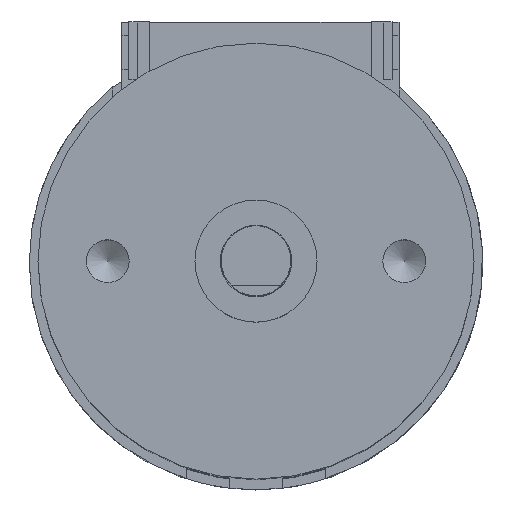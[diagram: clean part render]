
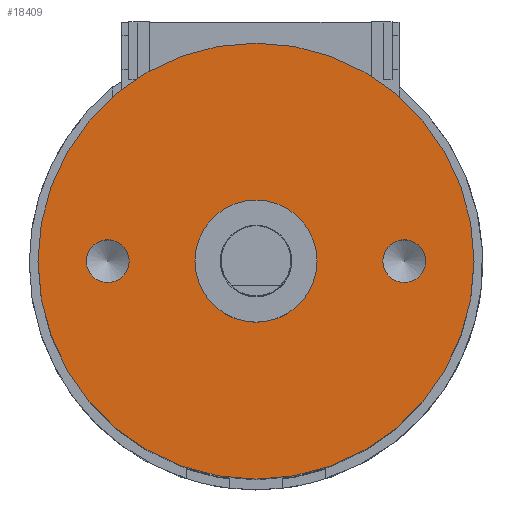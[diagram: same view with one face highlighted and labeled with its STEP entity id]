
A CAD part, top view. The second image highlights one B-rep face of the part: STEP entity #18409.
In plain terms, the highlighted planar face has unit normal (0, 0, 1).
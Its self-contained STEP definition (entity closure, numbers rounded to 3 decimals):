
#15963 = CYLINDRICAL_SURFACE('',#15964,12.5);
#15964 = AXIS2_PLACEMENT_3D('',#15965,#15966,#15967);
#15965 = CARTESIAN_POINT('',(-8.371,9.065,
    79.534));
#15966 = DIRECTION('',(0.,0.,1.));
#15967 = DIRECTION('',(-1.,0.,0.));
#17109 = EDGE_CURVE('',#17110,#17110,#17112,.T.);
#17110 = VERTEX_POINT('',#17111);
#17111 = CARTESIAN_POINT('',(4.129,9.065,
    101.534));
#17112 = SURFACE_CURVE('',#17113,(#17118,#17125),.PCURVE_S1.);
#17113 = CIRCLE('',#17114,12.5);
#17114 = AXIS2_PLACEMENT_3D('',#17115,#17116,#17117);
#17115 = CARTESIAN_POINT('',(-8.371,9.065,
    101.534));
#17116 = DIRECTION('',(0.,0.,1.));
#17117 = DIRECTION('',(-1.,0.,0.));
#17118 = PCURVE('',#15963,#17119);
#17119 = DEFINITIONAL_REPRESENTATION('',(#17120),#17124);
#17120 = LINE('',#17121,#17122);
#17121 = CARTESIAN_POINT('',(0.,22.));
#17122 = VECTOR('',#17123,1.);
#17123 = DIRECTION('',(1.,0.));
#17124 = ( GEOMETRIC_REPRESENTATION_CONTEXT(2) 
PARAMETRIC_REPRESENTATION_CONTEXT() REPRESENTATION_CONTEXT('2D SPACE',''
  ) );
#17125 = PCURVE('',#17126,#17131);
#17126 = PLANE('',#17127);
#17127 = AXIS2_PLACEMENT_3D('',#17128,#17129,#17130);
#17128 = CARTESIAN_POINT('',(-8.371,9.065,
    101.534));
#17129 = DIRECTION('',(0.,0.,1.));
#17130 = DIRECTION('',(0.,-1.,0.));
#17131 = DEFINITIONAL_REPRESENTATION('',(#17132),#17136);
#17132 = CIRCLE('',#17133,12.5);
#17133 = AXIS2_PLACEMENT_2D('',#17134,#17135);
#17134 = CARTESIAN_POINT('',(0.,0.));
#17135 = DIRECTION('',(0.,-1.));
#17136 = ( GEOMETRIC_REPRESENTATION_CONTEXT(2) 
PARAMETRIC_REPRESENTATION_CONTEXT() REPRESENTATION_CONTEXT('2D SPACE',''
  ) );
#18409 = ADVANCED_FACE('',(#18410,#18445,#18480,#18483),#17126,.T.);
#18410 = FACE_BOUND('',#18411,.T.);
#18411 = EDGE_LOOP('',(#18412));
#18412 = ORIENTED_EDGE('',*,*,#18413,.T.);
#18413 = EDGE_CURVE('',#18414,#18414,#18416,.T.);
#18414 = VERTEX_POINT('',#18415);
#18415 = CARTESIAN_POINT('',(1.359,9.065,
    101.534));
#18416 = SURFACE_CURVE('',#18417,(#18422,#18433),.PCURVE_S1.);
#18417 = CIRCLE('',#18418,1.23);
#18418 = AXIS2_PLACEMENT_3D('',#18419,#18420,#18421);
#18419 = CARTESIAN_POINT('',(0.129,9.065,
    101.534));
#18420 = DIRECTION('',(0.,0.,-1.));
#18421 = DIRECTION('',(1.,0.,0.));
#18422 = PCURVE('',#17126,#18423);
#18423 = DEFINITIONAL_REPRESENTATION('',(#18424),#18432);
#18424 = ( BOUNDED_CURVE() B_SPLINE_CURVE(2,(#18425,#18426,#18427,#18428
    ,#18429,#18430,#18431),.UNSPECIFIED.,.T.,.F.) 
B_SPLINE_CURVE_WITH_KNOTS((1,2,2,2,2,1),(-2.094,0.,
    2.094,4.189,6.283,8.378),
.UNSPECIFIED.) CURVE() GEOMETRIC_REPRESENTATION_ITEM() 
RATIONAL_B_SPLINE_CURVE((1.,0.5,1.,0.5,1.,0.5,1.)) REPRESENTATION_ITEM(
  '') );
#18425 = CARTESIAN_POINT('',(0.,9.73));
#18426 = CARTESIAN_POINT('',(2.13,9.73));
#18427 = CARTESIAN_POINT('',(1.065,7.885));
#18428 = CARTESIAN_POINT('',(0.,6.041));
#18429 = CARTESIAN_POINT('',(-1.065,7.885));
#18430 = CARTESIAN_POINT('',(-2.13,9.73));
#18431 = CARTESIAN_POINT('',(0.,9.73));
#18432 = ( GEOMETRIC_REPRESENTATION_CONTEXT(2) 
PARAMETRIC_REPRESENTATION_CONTEXT() REPRESENTATION_CONTEXT('2D SPACE',''
  ) );
#18433 = PCURVE('',#18434,#18439);
#18434 = CYLINDRICAL_SURFACE('',#18435,1.23);
#18435 = AXIS2_PLACEMENT_3D('',#18436,#18437,#18438);
#18436 = CARTESIAN_POINT('',(0.129,9.065,97.134
    ));
#18437 = DIRECTION('',(0.,0.,1.));
#18438 = DIRECTION('',(1.,0.,0.));
#18439 = DEFINITIONAL_REPRESENTATION('',(#18440),#18444);
#18440 = LINE('',#18441,#18442);
#18441 = CARTESIAN_POINT('',(6.283,4.4));
#18442 = VECTOR('',#18443,1.);
#18443 = DIRECTION('',(-1.,0.));
#18444 = ( GEOMETRIC_REPRESENTATION_CONTEXT(2) 
PARAMETRIC_REPRESENTATION_CONTEXT() REPRESENTATION_CONTEXT('2D SPACE',''
  ) );
#18445 = FACE_BOUND('',#18446,.T.);
#18446 = EDGE_LOOP('',(#18447));
#18447 = ORIENTED_EDGE('',*,*,#18448,.T.);
#18448 = EDGE_CURVE('',#18449,#18449,#18451,.T.);
#18449 = VERTEX_POINT('',#18450);
#18450 = CARTESIAN_POINT('',(-15.641,9.065,
    101.534));
#18451 = SURFACE_CURVE('',#18452,(#18457,#18468),.PCURVE_S1.);
#18452 = CIRCLE('',#18453,1.23);
#18453 = AXIS2_PLACEMENT_3D('',#18454,#18455,#18456);
#18454 = CARTESIAN_POINT('',(-16.871,9.065,
    101.534));
#18455 = DIRECTION('',(0.,0.,-1.));
#18456 = DIRECTION('',(1.,0.,0.));
#18457 = PCURVE('',#17126,#18458);
#18458 = DEFINITIONAL_REPRESENTATION('',(#18459),#18467);
#18459 = ( BOUNDED_CURVE() B_SPLINE_CURVE(2,(#18460,#18461,#18462,#18463
    ,#18464,#18465,#18466),.UNSPECIFIED.,.T.,.F.) 
B_SPLINE_CURVE_WITH_KNOTS((1,2,2,2,2,1),(-2.094,0.,
    2.094,4.189,6.283,8.378),
.UNSPECIFIED.) CURVE() GEOMETRIC_REPRESENTATION_ITEM() 
RATIONAL_B_SPLINE_CURVE((1.,0.5,1.,0.5,1.,0.5,1.)) REPRESENTATION_ITEM(
  '') );
#18460 = CARTESIAN_POINT('',(0.,-7.271));
#18461 = CARTESIAN_POINT('',(2.13,-7.271));
#18462 = CARTESIAN_POINT('',(1.065,-9.115));
#18463 = CARTESIAN_POINT('',(0.,-10.959));
#18464 = CARTESIAN_POINT('',(-1.065,-9.115));
#18465 = CARTESIAN_POINT('',(-2.13,-7.271));
#18466 = CARTESIAN_POINT('',(0.,-7.271));
#18467 = ( GEOMETRIC_REPRESENTATION_CONTEXT(2) 
PARAMETRIC_REPRESENTATION_CONTEXT() REPRESENTATION_CONTEXT('2D SPACE',''
  ) );
#18468 = PCURVE('',#18469,#18474);
#18469 = CYLINDRICAL_SURFACE('',#18470,1.23);
#18470 = AXIS2_PLACEMENT_3D('',#18471,#18472,#18473);
#18471 = CARTESIAN_POINT('',(-16.871,9.065,
    97.134));
#18472 = DIRECTION('',(0.,0.,1.));
#18473 = DIRECTION('',(1.,0.,0.));
#18474 = DEFINITIONAL_REPRESENTATION('',(#18475),#18479);
#18475 = LINE('',#18476,#18477);
#18476 = CARTESIAN_POINT('',(6.283,4.4));
#18477 = VECTOR('',#18478,1.);
#18478 = DIRECTION('',(-1.,0.));
#18479 = ( GEOMETRIC_REPRESENTATION_CONTEXT(2) 
PARAMETRIC_REPRESENTATION_CONTEXT() REPRESENTATION_CONTEXT('2D SPACE',''
  ) );
#18480 = FACE_BOUND('',#18481,.T.);
#18481 = EDGE_LOOP('',(#18482));
#18482 = ORIENTED_EDGE('',*,*,#17109,.T.);
#18483 = FACE_BOUND('',#18484,.T.);
#18484 = EDGE_LOOP('',(#18485));
#18485 = ORIENTED_EDGE('',*,*,#18486,.T.);
#18486 = EDGE_CURVE('',#18487,#18487,#18489,.T.);
#18487 = VERTEX_POINT('',#18488);
#18488 = CARTESIAN_POINT('',(-4.871,9.065,
    101.534));
#18489 = SURFACE_CURVE('',#18490,(#18495,#18506),.PCURVE_S1.);
#18490 = CIRCLE('',#18491,3.5);
#18491 = AXIS2_PLACEMENT_3D('',#18492,#18493,#18494);
#18492 = CARTESIAN_POINT('',(-8.371,9.065,
    101.534));
#18493 = DIRECTION('',(0.,0.,-1.));
#18494 = DIRECTION('',(-1.,0.,0.));
#18495 = PCURVE('',#17126,#18496);
#18496 = DEFINITIONAL_REPRESENTATION('',(#18497),#18505);
#18497 = ( BOUNDED_CURVE() B_SPLINE_CURVE(2,(#18498,#18499,#18500,#18501
    ,#18502,#18503,#18504),.UNSPECIFIED.,.T.,.F.) 
B_SPLINE_CURVE_WITH_KNOTS((1,2,2,2,2,1),(-2.094,0.,
    2.094,4.189,6.283,8.378),
.UNSPECIFIED.) CURVE() GEOMETRIC_REPRESENTATION_ITEM() 
RATIONAL_B_SPLINE_CURVE((1.,0.5,1.,0.5,1.,0.5,1.)) REPRESENTATION_ITEM(
  '') );
#18498 = CARTESIAN_POINT('',(0.,-3.5));
#18499 = CARTESIAN_POINT('',(-6.062,-3.5));
#18500 = CARTESIAN_POINT('',(-3.031,1.75));
#18501 = CARTESIAN_POINT('',(0.,7.));
#18502 = CARTESIAN_POINT('',(3.031,1.75));
#18503 = CARTESIAN_POINT('',(6.062,-3.5));
#18504 = CARTESIAN_POINT('',(0.,-3.5));
#18505 = ( GEOMETRIC_REPRESENTATION_CONTEXT(2) 
PARAMETRIC_REPRESENTATION_CONTEXT() REPRESENTATION_CONTEXT('2D SPACE',''
  ) );
#18506 = PCURVE('',#18507,#18512);
#18507 = CYLINDRICAL_SURFACE('',#18508,3.5);
#18508 = AXIS2_PLACEMENT_3D('',#18509,#18510,#18511);
#18509 = CARTESIAN_POINT('',(-8.371,9.065,
    101.534));
#18510 = DIRECTION('',(0.,0.,1.));
#18511 = DIRECTION('',(-1.,0.,0.));
#18512 = DEFINITIONAL_REPRESENTATION('',(#18513),#18517);
#18513 = LINE('',#18514,#18515);
#18514 = CARTESIAN_POINT('',(12.566,0.));
#18515 = VECTOR('',#18516,1.);
#18516 = DIRECTION('',(-1.,0.));
#18517 = ( GEOMETRIC_REPRESENTATION_CONTEXT(2) 
PARAMETRIC_REPRESENTATION_CONTEXT() REPRESENTATION_CONTEXT('2D SPACE',''
  ) );
